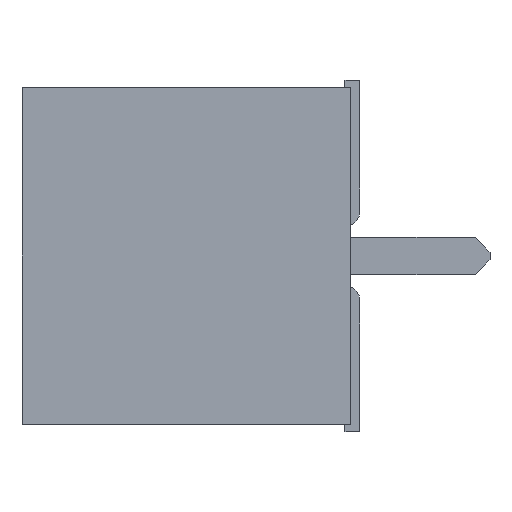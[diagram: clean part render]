
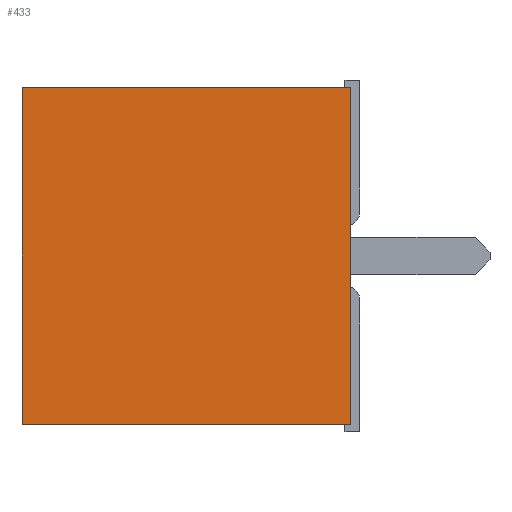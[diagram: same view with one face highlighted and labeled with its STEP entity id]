
A CAD part, left-side view. The second image highlights one B-rep face of the part: STEP entity #433.
In plain terms, the highlighted planar face has unit normal (-1, 0, 0).
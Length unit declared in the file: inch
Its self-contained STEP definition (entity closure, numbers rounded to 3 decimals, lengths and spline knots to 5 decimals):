
#433 = ADVANCED_FACE( '', ( #909 ), #910, .F. );
#909 = FACE_OUTER_BOUND( '', #1447, .T. );
#910 = PLANE( '', #1448 );
#1447 = EDGE_LOOP( '', ( #2560, #2561, #2562, #2563 ) );
#1448 = AXIS2_PLACEMENT_3D( '', #2564, #2565, #2566 );
#2560 = ORIENTED_EDGE( '', *, *, #3628, .T. );
#2561 = ORIENTED_EDGE( '', *, *, #3518, .F. );
#2562 = ORIENTED_EDGE( '', *, *, #3657, .F. );
#2563 = ORIENTED_EDGE( '', *, *, #3658, .T. );
#2564 = CARTESIAN_POINT( '', ( -0.2565, 0.22, -0.1125 ) );
#2565 = DIRECTION( '', ( 1., 0., 0. ) );
#2566 = DIRECTION( '', ( 0., 0., -1. ) );
#3518 = EDGE_CURVE( '', #4325, #4327, #4328, .T. );
#3628 = EDGE_CURVE( '', #4484, #4327, #4485, .T. );
#3657 = EDGE_CURVE( '', #4520, #4325, #4521, .T. );
#3658 = EDGE_CURVE( '', #4520, #4484, #4522, .T. );
#4325 = VERTEX_POINT( '', #5434 );
#4327 = VERTEX_POINT( '', #5437 );
#4328 = LINE( '', #5438, #5439 );
#4484 = VERTEX_POINT( '', #5670 );
#4485 = LINE( '', #5671, #5672 );
#4520 = VERTEX_POINT( '', #5725 );
#4521 = LINE( '', #5726, #5727 );
#4522 = LINE( '', #5728, #5729 );
#5434 = CARTESIAN_POINT( '', ( -0.2565, 0.22, 0.1125 ) );
#5437 = CARTESIAN_POINT( '', ( -0.2565, 0., 0.1125 ) );
#5438 = CARTESIAN_POINT( '', ( -0.2565, 0.22, 0.1125 ) );
#5439 = VECTOR( '', #6282, 39.37008 );
#5670 = CARTESIAN_POINT( '', ( -0.2565, 0., -0.1125 ) );
#5671 = CARTESIAN_POINT( '', ( -0.2565, 0., -0.1125 ) );
#5672 = VECTOR( '', #6376, 39.37008 );
#5725 = CARTESIAN_POINT( '', ( -0.2565, 0.22, -0.1125 ) );
#5726 = CARTESIAN_POINT( '', ( -0.2565, 0.22, -0.1125 ) );
#5727 = VECTOR( '', #6401, 39.37008 );
#5728 = CARTESIAN_POINT( '', ( -0.2565, 0.22, -0.1125 ) );
#5729 = VECTOR( '', #6402, 39.37008 );
#6282 = DIRECTION( '', ( 0., -1., 0. ) );
#6376 = DIRECTION( '', ( 0., 0., 1. ) );
#6401 = DIRECTION( '', ( 0., 0., 1. ) );
#6402 = DIRECTION( '', ( 0., -1., 0. ) );
